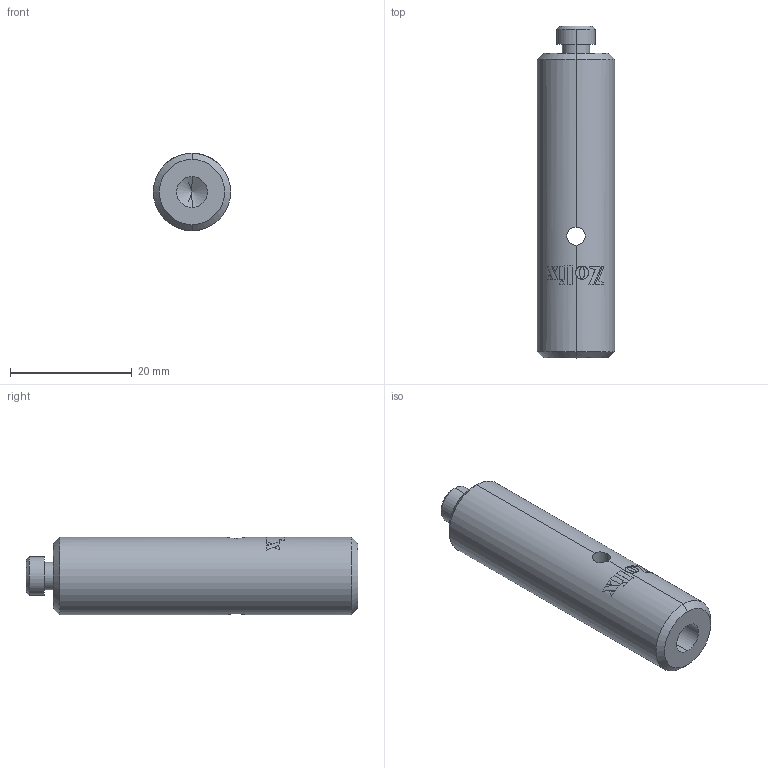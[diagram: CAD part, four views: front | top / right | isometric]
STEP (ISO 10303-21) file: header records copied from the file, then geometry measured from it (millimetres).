
FILE_DESCRIPTION (( 'STEP AP203' ), '1' );
FILE_NAME ('PEP12.7-50.step', '2019-05-09T09:05:46', ( '' ), ( '' ), 'SwSTEP 2.0', 'SolidWorks 2016', '' );
FILE_SCHEMA (( 'CONFIG_CONTROL_DESIGN' ));
Length unit declared in the file: millimetre
Products named in the file (1): PEP12.7-50
Bounding box: 12.7 x 54.5 x 12.71 mm (x, y, z)
Volume: 6108.4 mm3; surface area: 2573.5 mm2
Topology: 1 solids, 1 shells, 172 faces, 475 edges, 313 vertices
Faces by surface type: bspline 121, plane 23, cylinder 20, cone 8
Entity records: 6178 total; most frequent: CARTESIAN_POINT 2794, ORIENTED_EDGE 946, EDGE_CURVE 473, B_SPLINE_CURVE_WITH_KNOTS 382, VERTEX_POINT 313, DIRECTION 243, EDGE_LOOP 184, FACE_OUTER_BOUND 172
